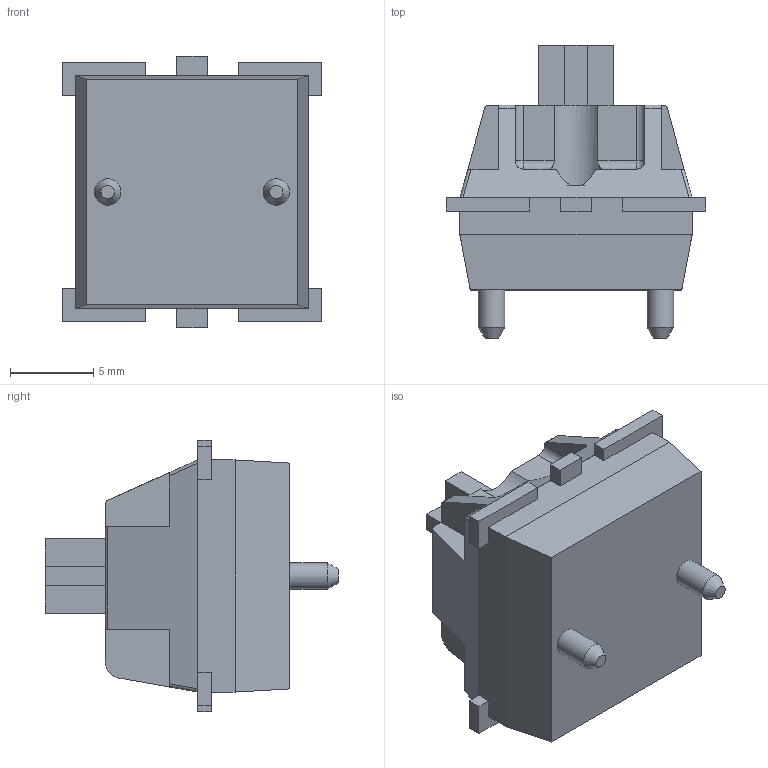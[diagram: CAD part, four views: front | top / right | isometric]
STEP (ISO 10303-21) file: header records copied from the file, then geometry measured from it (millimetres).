
FILE_DESCRIPTION(/* description */ (''),/* implementation_level */ '2;1');
FILE_NAME(/* name */ 'Pushbutton v1.step',/* time_stamp */ '2024-03-16T17:30:10+01:00',/* author */ (''),/* organization */ (''),/* preprocessor_version */ 'ST-DEVELOPER v20',/* originating_system */ 'Autodesk Translation Framework v12.20.1.177',/* authorisation */ '');
FILE_SCHEMA (('AUTOMOTIVE_DESIGN { 1 0 10303 214 3 1 1 }'));
Length unit declared in the file: millimetre
Products named in the file (3): Pushbutton; Component1; Component2
Assembly tree (2 placements, depth 2):
  Pushbutton
    Component1
    Component2
Bounding box: 15.64 x 17.68 x 16.33 mm (x, y, z)
Volume: 1715.2 mm3; surface area: 1662.1 mm2
Topology: 5 solids, 5 shells, 113 faces, 293 edges, 192 vertices
Faces by surface type: plane 91, cylinder 18, cone 2, sphere 2
Full cylindrical faces by diameter (mm): 1.6 x2
Entity records: 3519 total; most frequent: CARTESIAN_POINT 621, ORIENTED_EDGE 586, DIRECTION 569, EDGE_CURVE 293, LINE 249, VECTOR 249, VERTEX_POINT 192, AXIS2_PLACEMENT_3D 160
